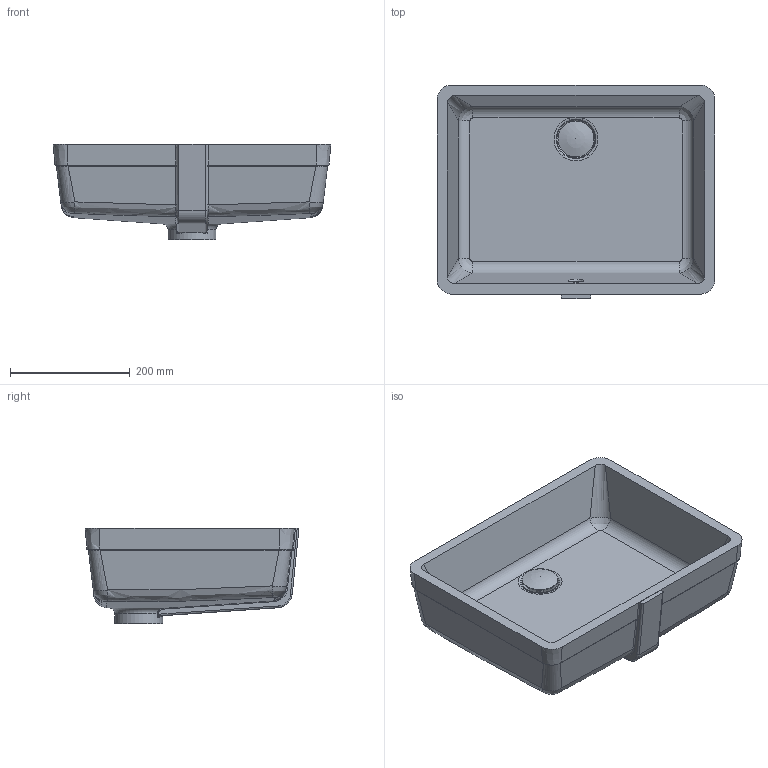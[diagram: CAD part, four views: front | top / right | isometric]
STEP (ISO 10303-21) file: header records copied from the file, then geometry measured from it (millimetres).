
FILE_DESCRIPTION((''),'2;1');
FILE_NAME('033043.stp','2011-12-18T18:51:22',('Administrator'),(''),'Autodesk Inventor 2011','Autodesk Inventor 2011','');
FILE_SCHEMA(('AUTOMOTIVE_DESIGN { 1 0 10303 214 1 1 1 1 }'));
Length unit declared in the file: millimetre
Products named in the file (4): 033043; Kelch; Stopfen
Assembly tree (3 placements, depth 2):
  033043
    033043
    Kelch
    Stopfen
Bounding box: 464.82 x 357.84 x 160 mm (x, y, z)
Volume: 6883973.3 mm3; surface area: 627028.9 mm2
Topology: 3 solids, 3 shells, 130 faces, 321 edges, 194 vertices
Faces by surface type: bspline 49, cylinder 34, plane 32, torus 9, cone 4, sphere 2
Full cylindrical faces by diameter (mm): 20 x1, 42 x1, 44 x1, 52 x1, 60 x1, 80 x1
Entity records: 6245 total; most frequent: CARTESIAN_POINT 3451, ORIENTED_EDGE 602, DIRECTION 473, EDGE_CURVE 301, VERTEX_POINT 189, AXIS2_PLACEMENT_3D 188, EDGE_LOOP 146, FACE_OUTER_BOUND 130
